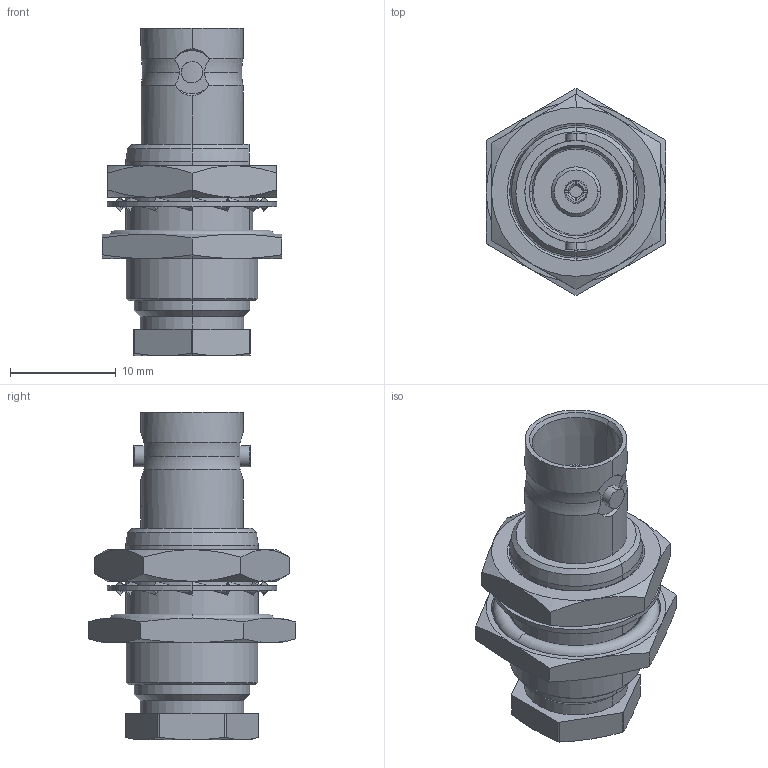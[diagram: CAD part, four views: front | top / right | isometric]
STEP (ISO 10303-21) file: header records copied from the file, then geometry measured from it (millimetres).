
FILE_DESCRIPTION (( 'STEP AP214' ), '1' );
FILE_NAME ('J01003A1327.STEP', '2017-05-29T05:01:10', ( '' ), ( '' ), 'SwSTEP 2.0', 'SolidWorks 2015', '' );
FILE_SCHEMA (( 'AUTOMOTIVE_DESIGN' ));
Length unit declared in the file: millimetre
Products named in the file (1): J01003A1327
Bounding box: 17 x 19.63 x 31 mm (x, y, z)
Volume: 3225.6 mm3; surface area: 2796.9 mm2
Topology: 3 solids, 3 shells, 282 faces, 705 edges, 440 vertices
Faces by surface type: plane 111, cone 65, cylinder 58, bspline 36, torus 12
Entity records: 12228 total; most frequent: CARTESIAN_POINT 2742, ORIENTED_EDGE 1410, DIRECTION 1207, EDGE_CURVE 705, AXIS2_PLACEMENT_3D 445, VERTEX_POINT 440, VECTOR 317, LINE 317
